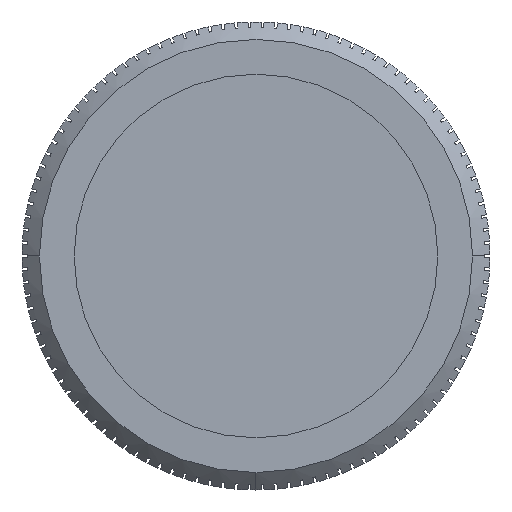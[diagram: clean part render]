
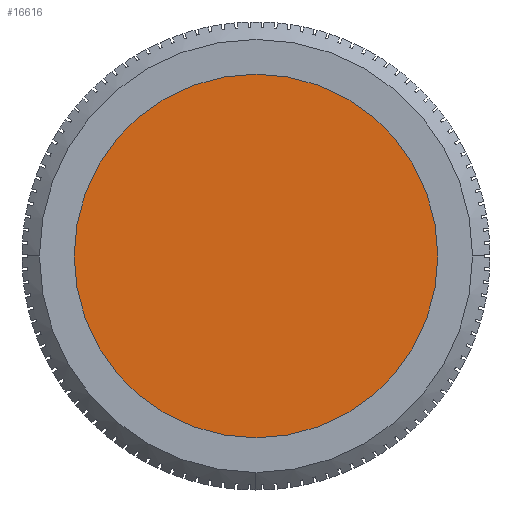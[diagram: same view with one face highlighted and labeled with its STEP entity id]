
A CAD part, left-side view. The second image highlights one B-rep face of the part: STEP entity #16616.
In plain terms, the highlighted planar face has unit normal (-1, 0, 0).
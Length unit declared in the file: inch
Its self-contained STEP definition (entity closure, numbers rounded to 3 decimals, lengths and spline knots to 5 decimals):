
#524 = VERTEX_POINT ( 'NONE', #19424 ) ;
#942 = CARTESIAN_POINT ( 'NONE',  ( 0.13697, 0., 0. ) ) ;
#998 = EDGE_CURVE ( 'NONE', #4999, #524, #14314, .T. ) ;
#1094 = DIRECTION ( 'NONE',  ( -1., 0., 0. ) ) ;
#1424 = DIRECTION ( 'NONE',  ( 0., 1., 0. ) ) ;
#1854 = ORIENTED_EDGE ( 'NONE', *, *, #19278, .F. ) ;
#1960 = DIRECTION ( 'NONE',  ( -1., 0., 0. ) ) ;
#3999 = ORIENTED_EDGE ( 'NONE', *, *, #998, .T. ) ;
#4719 = AXIS2_PLACEMENT_3D ( 'NONE', #28063, #1960, #15856 ) ;
#4999 = VERTEX_POINT ( 'NONE', #9455 ) ;
#8775 = EDGE_LOOP ( 'NONE', ( #3999, #1854 ) ) ;
#9455 = CARTESIAN_POINT ( 'NONE',  ( 0.13697, 0.34193, 0. ) ) ;
#11148 = FACE_OUTER_BOUND ( 'NONE', #8775, .T. ) ;
#14314 = CIRCLE ( 'NONE', #29816, 0.34193 ) ;
#15856 = DIRECTION ( 'NONE',  ( 0., 0., 1. ) ) ;
#16616 = ADVANCED_FACE ( 'NONE', ( #11148 ), #21007, .T. ) ;
#18399 = DIRECTION ( 'NONE',  ( 1., 0., 0. ) ) ;
#19278 = EDGE_CURVE ( 'NONE', #4999, #524, #19810, .T. ) ;
#19424 = CARTESIAN_POINT ( 'NONE',  ( 0.13697, -0.34193, 0. ) ) ;
#19810 = CIRCLE ( 'NONE', #26320, 0.34193 ) ;
#21007 = PLANE ( 'NONE',  #4719 ) ;
#25881 = DIRECTION ( 'NONE',  ( 0., 1., 0. ) ) ;
#26320 = AXIS2_PLACEMENT_3D ( 'NONE', #30126, #18399, #25881 ) ;
#28063 = CARTESIAN_POINT ( 'NONE',  ( 0.13697, 0., 0. ) ) ;
#29816 = AXIS2_PLACEMENT_3D ( 'NONE', #942, #1094, #1424 ) ;
#30126 = CARTESIAN_POINT ( 'NONE',  ( 0.13697, 0., 0. ) ) ;
